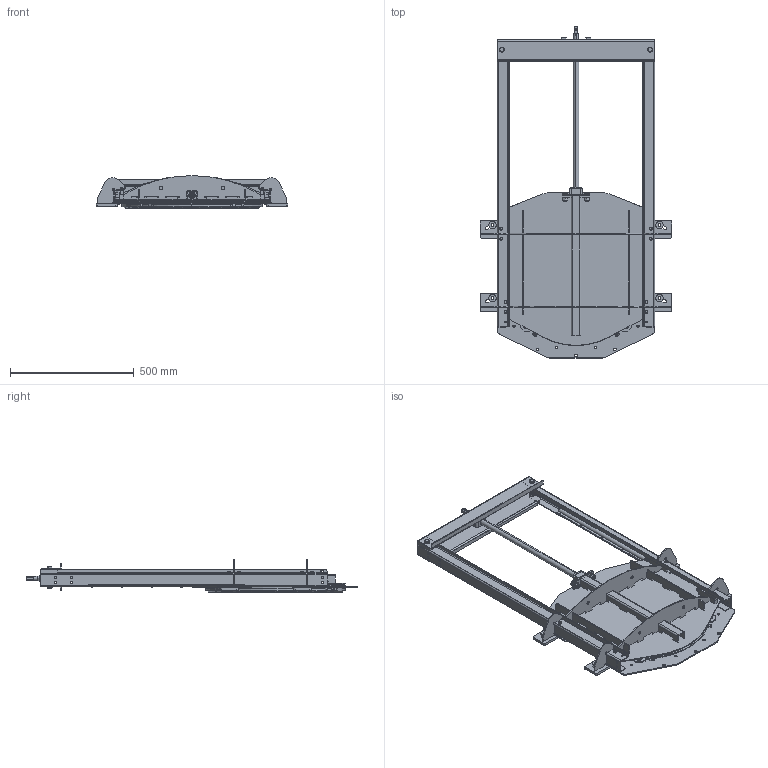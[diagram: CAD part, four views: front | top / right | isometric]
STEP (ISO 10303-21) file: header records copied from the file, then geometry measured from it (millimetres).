
FILE_DESCRIPTION (( 'STEP AP203' ), '1' );
FILE_NAME ('011-500-00.STEP', '2019-02-27T13:44:55', ( '' ), ( '' ), 'SwSTEP 2.0', 'SolidWorks 2017', '' );
FILE_SCHEMA (( 'CONFIG_CONTROL_DESIGN' ));
Length unit declared in the file: millimetre
Products named in the file (1): 011-500-00
Bounding box: 774 x 1339.5 x 132.47 mm (x, y, z)
Surface area: 2701940.5 mm2 (no closed solid volume)
Topology: 0 solids, 175 shells, 1025 faces, 3729 edges, 2761 vertices
Faces by surface type: plane 545, cylinder 369, cone 66, torus 45
Entity records: 41229 total; most frequent: CARTESIAN_POINT 9056, DIRECTION 7048, ORIENTED_EDGE 5528, EDGE_CURVE 3717, VERTEX_POINT 2761, AXIS2_PLACEMENT_3D 2513, LINE 2022, VECTOR 2022
